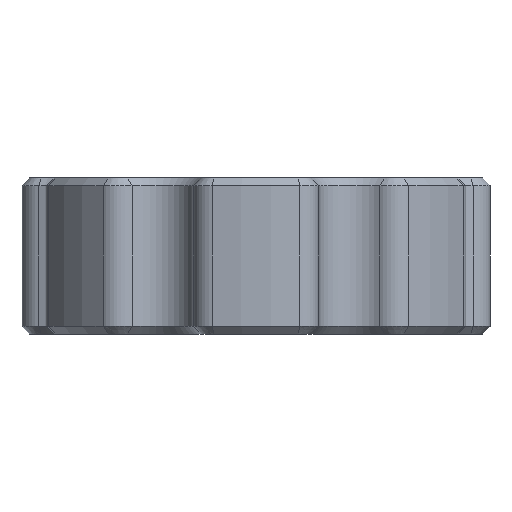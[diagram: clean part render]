
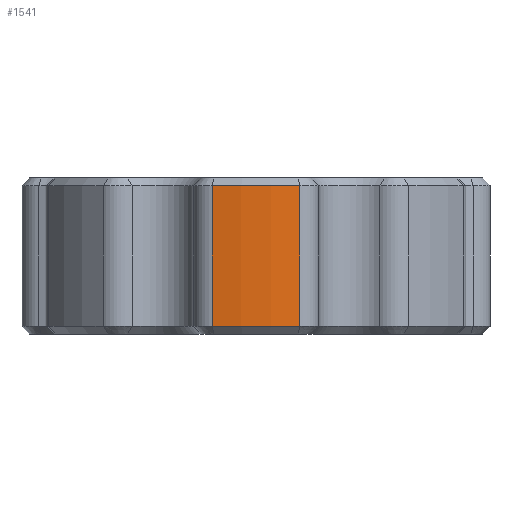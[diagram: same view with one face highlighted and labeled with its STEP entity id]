
A CAD part, front view. The second image highlights one B-rep face of the part: STEP entity #1541.
In plain terms, the highlighted cylindrical face has radius 30 mm (diameter 60 mm), a partial arc.
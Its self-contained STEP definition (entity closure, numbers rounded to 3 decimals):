
#116=FACE_OUTER_BOUND('',#217,.T.);
#217=EDGE_LOOP('',(#1138,#1139,#1140,#1141));
#311=CIRCLE('',#1669,30.);
#343=CIRCLE('',#1718,30.);
#464=LINE('',#2917,#556);
#466=LINE('',#2923,#558);
#556=VECTOR('',#2064,10.);
#558=VECTOR('',#2070,10.);
#660=VERTEX_POINT('',#2817);
#662=VERTEX_POINT('',#2823);
#692=VERTEX_POINT('',#2916);
#694=VERTEX_POINT('',#2922);
#819=EDGE_CURVE('',#660,#662,#311,.T.);
#864=EDGE_CURVE('',#662,#692,#464,.T.);
#867=EDGE_CURVE('',#694,#660,#466,.T.);
#868=EDGE_CURVE('',#692,#694,#343,.T.);
#1138=ORIENTED_EDGE('',*,*,#819,.F.);
#1139=ORIENTED_EDGE('',*,*,#867,.F.);
#1140=ORIENTED_EDGE('',*,*,#868,.F.);
#1141=ORIENTED_EDGE('',*,*,#864,.F.);
#1475=CYLINDRICAL_SURFACE('',#1717,30.);
#1541=ADVANCED_FACE('',(#116),#1475,.T.);
#1669=AXIS2_PLACEMENT_3D('',#2827,#1956,#1957);
#1717=AXIS2_PLACEMENT_3D('',#2921,#2068,#2069);
#1718=AXIS2_PLACEMENT_3D('',#2924,#2071,#2072);
#1956=DIRECTION('center_axis',(0.,0.,1.));
#1957=DIRECTION('ref_axis',(1.,0.,0.));
#2064=DIRECTION('',(0.,0.,-1.));
#2068=DIRECTION('center_axis',(0.,0.,-1.));
#2069=DIRECTION('ref_axis',(1.,0.,0.));
#2070=DIRECTION('',(0.,0.,1.));
#2071=DIRECTION('center_axis',(0.,0.,-1.));
#2072=DIRECTION('ref_axis',(1.,0.,0.));
#2817=CARTESIAN_POINT('',(-5.591,-29.474,-251.));
#2823=CARTESIAN_POINT('',(5.591,-29.474,-251.));
#2827=CARTESIAN_POINT('Origin',(0.,0.,-251.));
#2916=CARTESIAN_POINT('',(5.591,-29.474,-269.));
#2917=CARTESIAN_POINT('',(5.591,-29.474,-267.));
#2921=CARTESIAN_POINT('Origin',(0.,0.,-267.));
#2922=CARTESIAN_POINT('',(-5.591,-29.474,-269.));
#2923=CARTESIAN_POINT('',(-5.591,-29.474,-275.));
#2924=CARTESIAN_POINT('Origin',(0.,0.,-269.));
